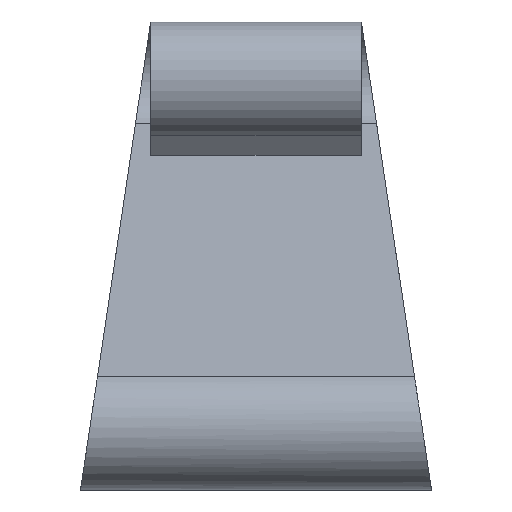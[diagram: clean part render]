
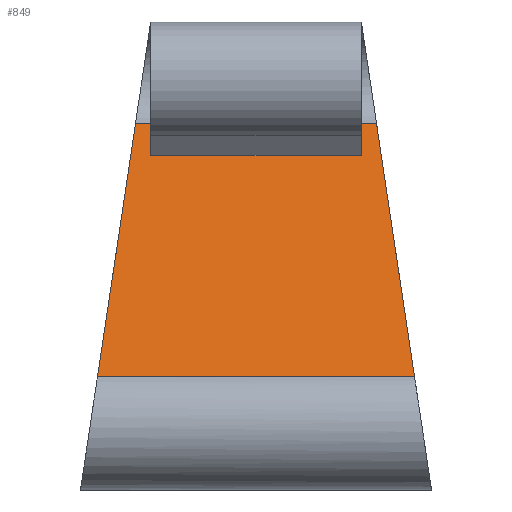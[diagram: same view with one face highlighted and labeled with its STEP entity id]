
A CAD part, left-side view. The second image highlights one B-rep face of the part: STEP entity #849.
In plain terms, the highlighted face is planar.
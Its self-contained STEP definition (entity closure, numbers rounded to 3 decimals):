
#240=ORIENTED_EDGE('',*,*,#405,.T.);
#241=ORIENTED_EDGE('',*,*,#406,.F.);
#242=ORIENTED_EDGE('',*,*,#396,.T.);
#243=ORIENTED_EDGE('',*,*,#401,.T.);
#396=EDGE_CURVE('',#492,#491,#573,.T.);
#401=EDGE_CURVE('',#491,#495,#575,.T.);
#405=EDGE_CURVE('',#495,#497,#579,.T.);
#406=EDGE_CURVE('',#492,#497,#580,.T.);
#491=VERTEX_POINT('',#1458);
#492=VERTEX_POINT('',#1460);
#495=VERTEX_POINT('',#1468);
#497=VERTEX_POINT('',#1478);
#573=LINE('',#1459,#663);
#575=LINE('',#1469,#665);
#579=LINE('',#1477,#669);
#580=LINE('',#1479,#670);
#663=VECTOR('',#1109,1000.);
#665=VECTOR('',#1119,1000.);
#669=VECTOR('',#1129,1000.);
#670=VECTOR('',#1130,1000.);
#725=EDGE_LOOP('',(#240,#241,#242,#243));
#771=FACE_BOUND('',#725,.T.);
#807=PLANE('',#932);
#849=ADVANCED_FACE('',(#771),#807,.T.);
#932=AXIS2_PLACEMENT_3D('',#1476,#1127,#1128);
#1109=DIRECTION('',(-0.075,-0.499,0.864));
#1119=DIRECTION('',(1.,0.,0.));
#1127=DIRECTION('',(0.,0.866,0.5));
#1128=DIRECTION('',(0.,-0.5,0.866));
#1129=DIRECTION('',(-0.075,0.499,-0.864));
#1130=DIRECTION('',(1.,0.,0.));
#1458=CARTESIAN_POINT('',(-1.354,0.97,4.74));
#1459=CARTESIAN_POINT('',(-1.115,2.568,1.973));
#1460=CARTESIAN_POINT('',(-1.03,3.136,0.988));
#1468=CARTESIAN_POINT('',(1.354,0.97,4.74));
#1469=CARTESIAN_POINT('',(-1.409,0.97,4.74));
#1476=CARTESIAN_POINT('',(-1.409,3.18,0.913));
#1477=CARTESIAN_POINT('',(0.956,3.625,0.142));
#1478=CARTESIAN_POINT('',(1.03,3.136,0.988));
#1479=CARTESIAN_POINT('',(-0.936,3.136,0.988));
